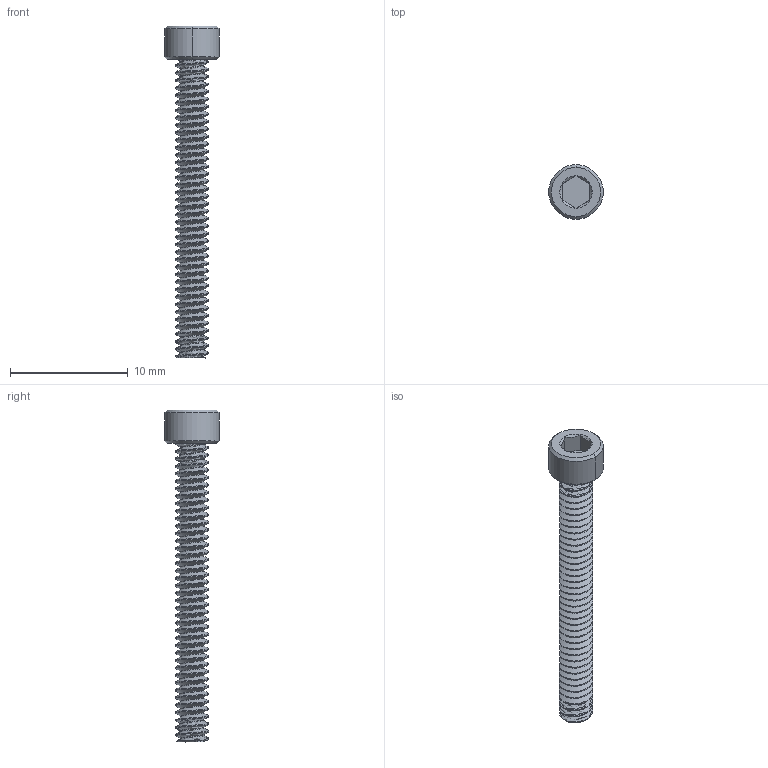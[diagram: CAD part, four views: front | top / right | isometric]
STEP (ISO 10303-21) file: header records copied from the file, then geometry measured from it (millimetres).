
FILE_DESCRIPTION (( 'STEP AP203' ), '1' );
FILE_NAME ('90044A111_Black-Oxide Alloy Steel Socket Head Screw.STEP', '2021-09-13T13:43:30', ( 'Administrator' ), ( 'Managed by Terraform' ), 'SwSTEP 2.0', 'SolidWorks 2017', '' );
FILE_SCHEMA (( 'CONFIG_CONTROL_DESIGN' ));
Length unit declared in the file: inch
Products named in the file (1): 90044A111_Black-Oxide Alloy Steel Socket Head Screw
Bounding box: 4.65 x 4.65 x 28.24 mm (x, y, z)
Volume: 158.8 mm3; surface area: 424 mm2
Topology: 1 solids, 1 shells, 108 faces, 295 edges, 191 vertices
Faces by surface type: cylinder 83, cone 12, plane 10, bspline 3
Entity records: 7947 total; most frequent: CARTESIAN_POINT 5653, ORIENTED_EDGE 590, DIRECTION 347, EDGE_CURVE 295, VERTEX_POINT 191, AXIS2_PLACEMENT_3D 124, EDGE_LOOP 110, FACE_OUTER_BOUND 108
